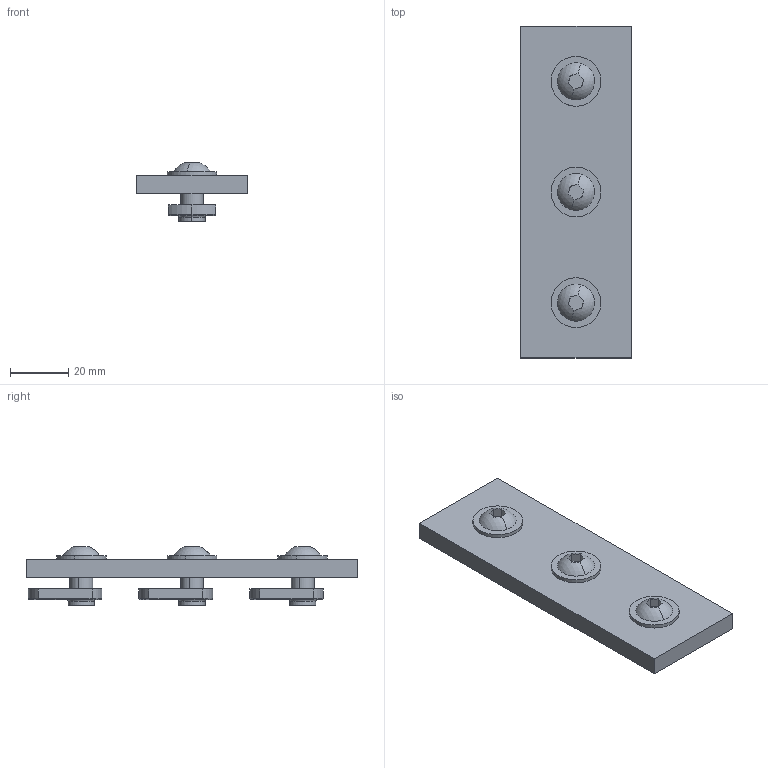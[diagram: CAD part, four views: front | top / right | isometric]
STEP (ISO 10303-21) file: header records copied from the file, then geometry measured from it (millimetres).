
FILE_DESCRIPTION (( 'STEP AP203' ), '1' );
FILE_NAME ('653140.SLDASM.step', '2003-10-13T11:25:53', ( 'Jerry Winters' ), ( 'GoEngineer' ), 'SwSTEP 2.0', 'SolidWorks 2003174', '' );
FILE_SCHEMA (( 'CONFIG_CONTROL_DESIGN' ));
Length unit declared in the file: inch
Products named in the file (5): 653140.SLDASM; Joining Plate (STD)_653140; 651129; 651097; FBHSCS_651134
Assembly tree (6 placements, depth 3):
  653140.SLDASM
    Joining Plate (STD)_653140
    651129  x3
      FBHSCS_651134
      651097
Bounding box: 38.1 x 114.3 x 20.27 mm (x, y, z)
Volume: 34044.1 mm3; surface area: 17158 mm2
Topology: 7 solids, 7 shells, 117 faces, 255 edges, 161 vertices
Faces by surface type: plane 51, cylinder 45, torus 15, sphere 6
Entity records: 1948 total; most frequent: DIRECTION 267, CARTESIAN_POINT 249, ORIENTED_EDGE 210, AXIS2_PLACEMENT_3D 109, EDGE_CURVE 105, VERTEX_POINT 67, EDGE_LOOP 58, CIRCLE 52
